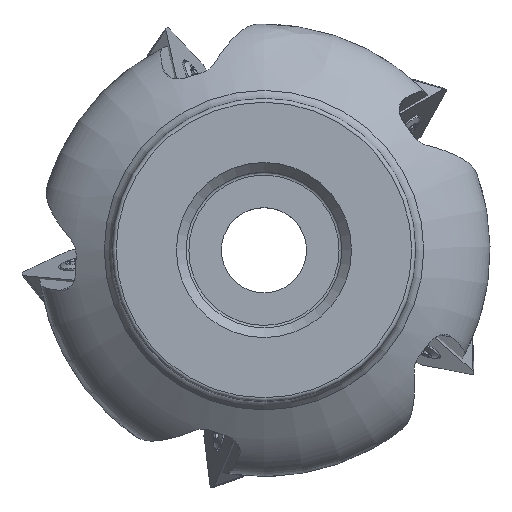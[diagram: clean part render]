
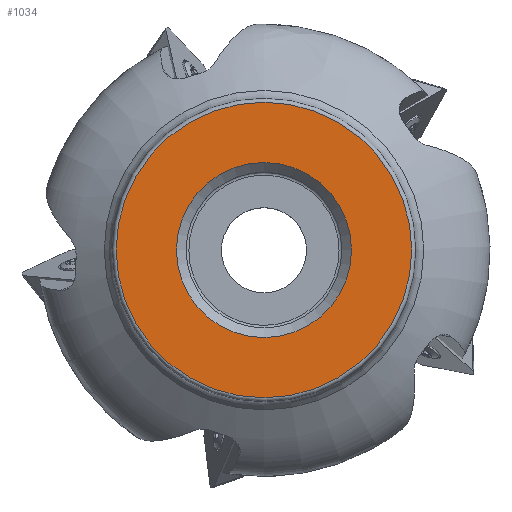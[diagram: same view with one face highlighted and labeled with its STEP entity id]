
A CAD part, top view. The second image highlights one B-rep face of the part: STEP entity #1034.
In plain terms, the highlighted planar face has unit normal (0, 0, 1).
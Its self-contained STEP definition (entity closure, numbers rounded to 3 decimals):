
#310=FACE_BOUND('',#1638,.T.);
#311=FACE_BOUND('',#1639,.T.);
#459=PLANE('',#5486);
#1034=ADVANCED_FACE('',(#310,#311),#459,.T.);
#1638=EDGE_LOOP('',(#2502));
#1639=EDGE_LOOP('',(#2503));
#2033=CIRCLE('',#5484,18.006);
#2034=CIRCLE('',#5485,30.393);
#2502=ORIENTED_EDGE('',*,*,#4475,.F.);
#2503=ORIENTED_EDGE('',*,*,#4476,.T.);
#3930=VERTEX_POINT('',#8788);
#3931=VERTEX_POINT('',#8790);
#4475=EDGE_CURVE('',#3930,#3930,#2033,.T.);
#4476=EDGE_CURVE('',#3931,#3931,#2034,.T.);
#5484=AXIS2_PLACEMENT_3D('',#8787,#6242,#6243);
#5485=AXIS2_PLACEMENT_3D('',#8789,#6244,#6245);
#5486=AXIS2_PLACEMENT_3D('',#8791,#6246,#6247);
#6242=DIRECTION('',(0.,0.,1.));
#6243=DIRECTION('',(0.,1.,0.));
#6244=DIRECTION('',(0.,0.,1.));
#6245=DIRECTION('',(0.,1.,0.));
#6246=DIRECTION('',(0.,0.,1.));
#6247=DIRECTION('',(0.,1.,0.));
#8787=CARTESIAN_POINT('',(0.,0.,0.));
#8788=CARTESIAN_POINT('',(0.,18.006,0.));
#8789=CARTESIAN_POINT('',(0.,0.,0.));
#8790=CARTESIAN_POINT('',(0.,30.393,0.));
#8791=CARTESIAN_POINT('',(0.,0.,0.));
